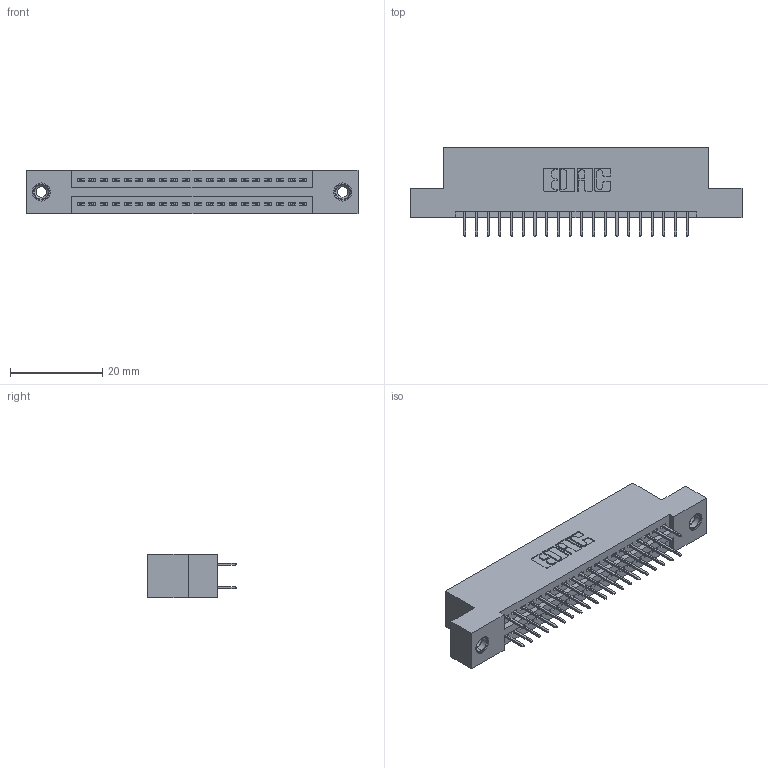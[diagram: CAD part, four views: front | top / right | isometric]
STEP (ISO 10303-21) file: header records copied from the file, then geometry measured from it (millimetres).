
FILE_DESCRIPTION (( 'STEP AP203' ), '1' );
FILE_NAME ('395-040-524-208.STEP', '2018-11-14T17:26:08', ( '' ), ( '' ), 'SwSTEP 2.0', 'SolidWorks 2016', '' );
FILE_SCHEMA (( 'CONFIG_CONTROL_DESIGN' ));
Length unit declared in the file: inch
Products named in the file (4): 395-040-524-208; 345-292-001_345-293-124; 345 Part_Flush Mounting Lugs - 0.156 Dia-TI; 345-250-001_345-250-003-102
Assembly tree (43 placements, depth 2):
  395-040-524-208
    345 Part_Flush Mounting Lugs - 0.156 Dia-TI
    345-292-001_345-293-124  x40
    345-250-001_345-250-003-102  x2
Bounding box: 72.01 x 19.35 x 9.4 mm (x, y, z)
Volume: 6723.8 mm3; surface area: 9366.4 mm2
Topology: 43 solids, 43 shells, 2346 faces, 6597 edges, 4230 vertices
Faces by surface type: plane 1672, cylinder 658, cone 12, torus 4
Entity records: 19914 total; most frequent: CARTESIAN_POINT 3339, ORIENTED_EDGE 3266, DIRECTION 2999, EDGE_CURVE 1633, LINE 1405, VECTOR 1405, VERTEX_POINT 1080, AXIS2_PLACEMENT_3D 797
